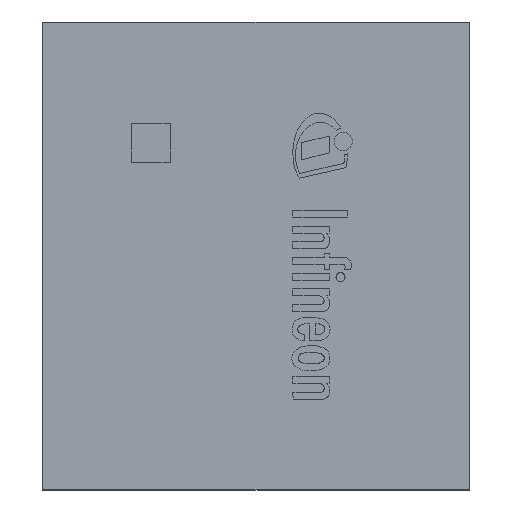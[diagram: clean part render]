
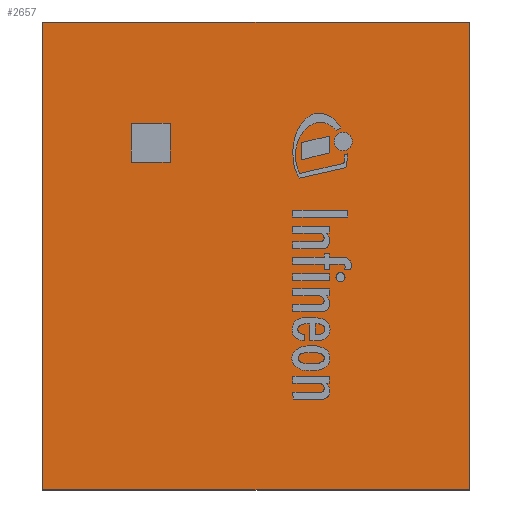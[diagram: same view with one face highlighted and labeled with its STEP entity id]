
A CAD part, top view. The second image highlights one B-rep face of the part: STEP entity #2657.
In plain terms, the highlighted planar face has unit normal (0, 0, 1).
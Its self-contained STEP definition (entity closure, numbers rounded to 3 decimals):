
#296=FACE_BOUND('',#486,.T.);
#301=FACE_OUTER_BOUND('',#485,.T.);
#485=EDGE_LOOP('',(#1745,#1746,#1747,#1748));
#486=EDGE_LOOP('',(#1749,#1750,#1751,#1752));
#674=LINE('',#3692,#885);
#675=LINE('',#3694,#886);
#676=LINE('',#3696,#887);
#677=LINE('',#3697,#888);
#678=LINE('',#3700,#889);
#679=LINE('',#3702,#890);
#680=LINE('',#3704,#891);
#681=LINE('',#3705,#892);
#885=VECTOR('',#3079,1.);
#886=VECTOR('',#3080,1.);
#887=VECTOR('',#3081,1.);
#888=VECTOR('',#3082,1.);
#889=VECTOR('',#3083,1.);
#890=VECTOR('',#3084,1.);
#891=VECTOR('',#3085,1.);
#892=VECTOR('',#3086,1.);
#1096=VERTEX_POINT('',#3690);
#1097=VERTEX_POINT('',#3691);
#1098=VERTEX_POINT('',#3693);
#1099=VERTEX_POINT('',#3695);
#1100=VERTEX_POINT('',#3698);
#1101=VERTEX_POINT('',#3699);
#1102=VERTEX_POINT('',#3701);
#1103=VERTEX_POINT('',#3703);
#1362=EDGE_CURVE('',#1096,#1097,#674,.T.);
#1363=EDGE_CURVE('',#1097,#1098,#675,.T.);
#1364=EDGE_CURVE('',#1098,#1099,#676,.T.);
#1365=EDGE_CURVE('',#1099,#1096,#677,.T.);
#1366=EDGE_CURVE('',#1100,#1101,#678,.T.);
#1367=EDGE_CURVE('',#1101,#1102,#679,.T.);
#1368=EDGE_CURVE('',#1102,#1103,#680,.T.);
#1369=EDGE_CURVE('',#1103,#1100,#681,.T.);
#1745=ORIENTED_EDGE('',*,*,#1362,.T.);
#1746=ORIENTED_EDGE('',*,*,#1363,.T.);
#1747=ORIENTED_EDGE('',*,*,#1364,.T.);
#1748=ORIENTED_EDGE('',*,*,#1365,.T.);
#1749=ORIENTED_EDGE('',*,*,#1366,.T.);
#1750=ORIENTED_EDGE('',*,*,#1367,.T.);
#1751=ORIENTED_EDGE('',*,*,#1368,.T.);
#1752=ORIENTED_EDGE('',*,*,#1369,.T.);
#2511=PLANE('',#2875);
#2657=ADVANCED_FACE('',(#301,#296),#2511,.T.);
#2875=AXIS2_PLACEMENT_3D('',#3689,#3077,#3078);
#3077=DIRECTION('center_axis',(0.,0.,1.));
#3078=DIRECTION('ref_axis',(0.,-1.,0.));
#3079=DIRECTION('',(0.,-1.,0.));
#3080=DIRECTION('',(1.,0.,0.));
#3081=DIRECTION('',(0.,1.,0.));
#3082=DIRECTION('',(-1.,0.,0.));
#3083=DIRECTION('',(1.,0.,0.));
#3084=DIRECTION('',(0.,-1.,0.));
#3085=DIRECTION('',(-1.,0.,0.));
#3086=DIRECTION('',(0.,1.,0.));
#3689=CARTESIAN_POINT('Origin',(0.,0.,0.401));
#3690=CARTESIAN_POINT('',(-0.82,0.9,0.401));
#3691=CARTESIAN_POINT('',(-0.82,-0.9,0.401));
#3692=CARTESIAN_POINT('',(-0.82,0.9,0.401));
#3693=CARTESIAN_POINT('',(0.82,-0.9,0.401));
#3694=CARTESIAN_POINT('',(-0.82,-0.9,0.401));
#3695=CARTESIAN_POINT('',(0.82,0.9,0.401));
#3696=CARTESIAN_POINT('',(0.82,-0.9,0.401));
#3697=CARTESIAN_POINT('',(0.82,0.9,0.401));
#3698=CARTESIAN_POINT('',(-0.48,0.51,0.401));
#3699=CARTESIAN_POINT('',(-0.33,0.51,0.401));
#3700=CARTESIAN_POINT('',(-0.165,0.51,0.401));
#3701=CARTESIAN_POINT('',(-0.33,0.36,0.401));
#3702=CARTESIAN_POINT('',(-0.33,0.18,0.401));
#3703=CARTESIAN_POINT('',(-0.48,0.36,0.401));
#3704=CARTESIAN_POINT('',(-0.24,0.36,0.401));
#3705=CARTESIAN_POINT('',(-0.48,0.255,0.401));
